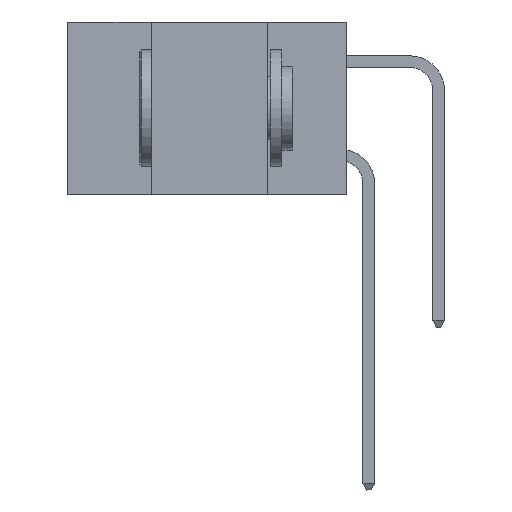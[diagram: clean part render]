
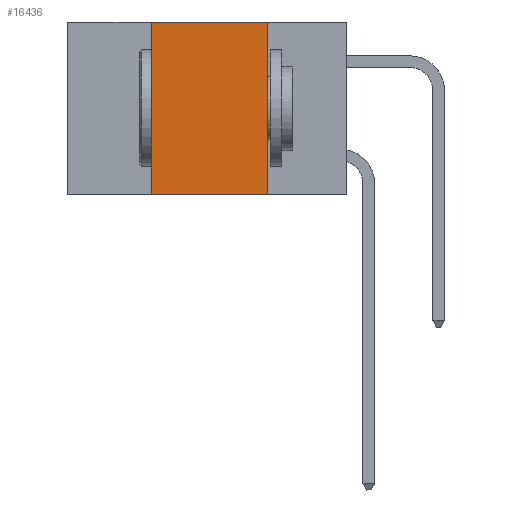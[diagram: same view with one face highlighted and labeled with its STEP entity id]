
A CAD part, left-side view. The second image highlights one B-rep face of the part: STEP entity #16436.
In plain terms, the highlighted planar face has unit normal (-1, 0, 0).
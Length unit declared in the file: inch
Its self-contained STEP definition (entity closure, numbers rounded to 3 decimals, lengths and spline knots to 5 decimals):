
#542 = FACE_OUTER_BOUND ( 'NONE', #553, .T. ) ;
#553 = EDGE_LOOP ( 'NONE', ( #12571, #23270, #4066, #9252 ) ) ;
#2223 = CARTESIAN_POINT ( 'NONE',  ( 0., 0.42, -0.37 ) ) ;
#2665 = VERTEX_POINT ( 'NONE', #15058 ) ;
#3196 = CARTESIAN_POINT ( 'NONE',  ( 0., 0.17, 0. ) ) ;
#3456 = CARTESIAN_POINT ( 'NONE',  ( 0., 0.6, -0.37 ) ) ;
#3545 = DIRECTION ( 'NONE',  ( 0., -1., 0. ) ) ;
#3677 = CARTESIAN_POINT ( 'NONE',  ( 0., 0.42, 0. ) ) ;
#4066 = ORIENTED_EDGE ( 'NONE', *, *, #7288, .F. ) ;
#5873 = PLANE ( 'NONE',  #22652 ) ;
#7288 = EDGE_CURVE ( 'NONE', #16530, #14742, #10068, .T. ) ;
#7842 = CARTESIAN_POINT ( 'NONE',  ( 0., 0.6, 0. ) ) ;
#9252 = ORIENTED_EDGE ( 'NONE', *, *, #19275, .T. ) ;
#9782 = DIRECTION ( 'NONE',  ( 1., 0., 0. ) ) ;
#10068 = LINE ( 'NONE', #12056, #15151 ) ;
#10548 = VECTOR ( 'NONE', #14477, 39.37008 ) ;
#12056 = CARTESIAN_POINT ( 'NONE',  ( 0., 0.42, 0. ) ) ;
#12553 = CARTESIAN_POINT ( 'NONE',  ( 0., 0.6, 0. ) ) ;
#12571 = ORIENTED_EDGE ( 'NONE', *, *, #24814, .F. ) ;
#12763 = DIRECTION ( 'NONE',  ( 0., 0., -1. ) ) ;
#13957 = DIRECTION ( 'NONE',  ( 0., 0., 1. ) ) ;
#14477 = DIRECTION ( 'NONE',  ( 0., -1., 0. ) ) ;
#14742 = VERTEX_POINT ( 'NONE', #3677 ) ;
#15058 = CARTESIAN_POINT ( 'NONE',  ( 0., 0.17, -0.37 ) ) ;
#15151 = VECTOR ( 'NONE', #13957, 39.37008 ) ;
#16436 = ADVANCED_FACE ( 'NONE', ( #542 ), #5873, .F. ) ;
#16530 = VERTEX_POINT ( 'NONE', #2223 ) ;
#16808 = LINE ( 'NONE', #12553, #10548 ) ;
#17211 = VECTOR ( 'NONE', #12763, 39.37008 ) ;
#17256 = VECTOR ( 'NONE', #3545, 39.37008 ) ;
#18187 = VERTEX_POINT ( 'NONE', #3196 ) ;
#19275 = EDGE_CURVE ( 'NONE', #16530, #2665, #22322, .T. ) ;
#21698 = LINE ( 'NONE', #24126, #17211 ) ;
#22322 = LINE ( 'NONE', #3456, #17256 ) ;
#22643 = EDGE_CURVE ( 'NONE', #14742, #18187, #16808, .T. ) ;
#22652 = AXIS2_PLACEMENT_3D ( 'NONE', #7842, #9782, #23104 ) ;
#23104 = DIRECTION ( 'NONE',  ( 0., 0., -1. ) ) ;
#23270 = ORIENTED_EDGE ( 'NONE', *, *, #22643, .F. ) ;
#24126 = CARTESIAN_POINT ( 'NONE',  ( 0., 0.17, 0. ) ) ;
#24814 = EDGE_CURVE ( 'NONE', #18187, #2665, #21698, .T. ) ;
